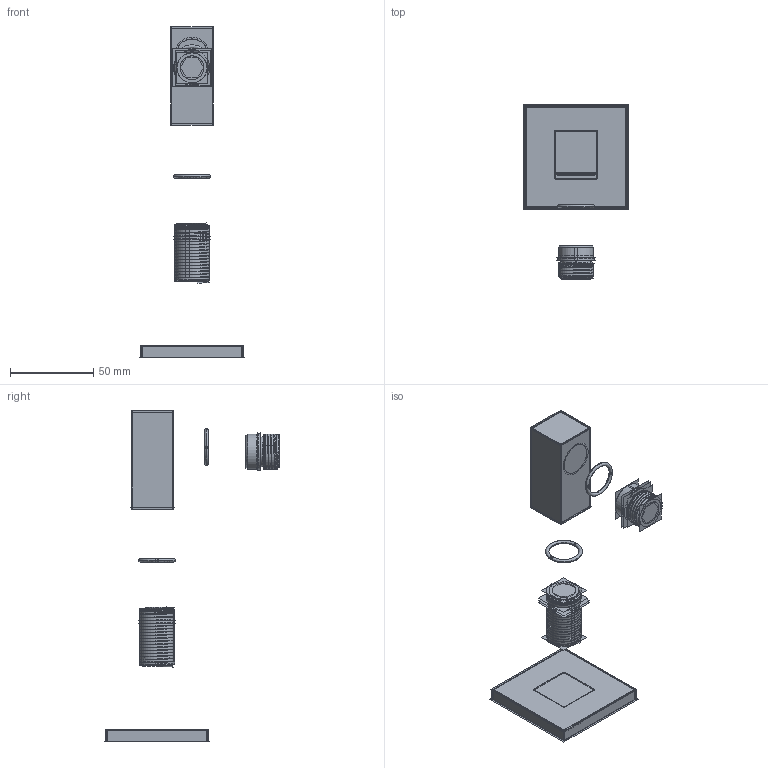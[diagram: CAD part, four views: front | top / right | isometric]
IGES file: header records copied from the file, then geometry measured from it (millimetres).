
Start section:  PTC IGES file: p00050cp_asm.igs
Global section: file name: p00050cp_asm.igs; native system: Creo Parametric by PTC Inc.; preprocessor: 2022162; author: 10114291; organization: Unknown; date: 20231120.100019; units: millimetre
Bounding box: 62.92 x 104.76 x 198.29 mm (x, y, z)
Surface area: 213166.9 mm2 (no closed solid volume)
Topology: 0 solids, 0 shells, 426 faces, 6694 edges, 8822 vertices
Faces by surface type: revolution 256, bspline 170
